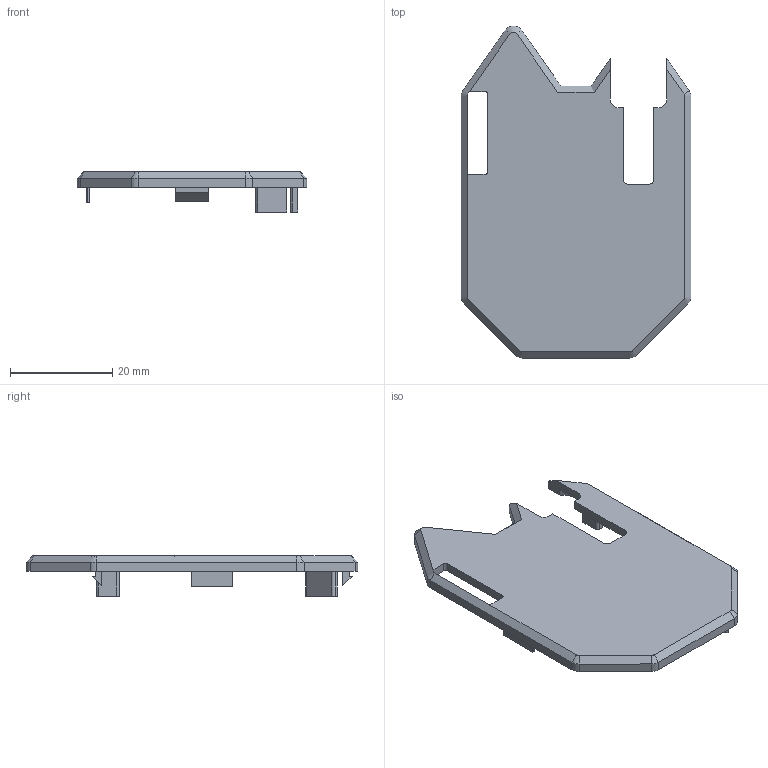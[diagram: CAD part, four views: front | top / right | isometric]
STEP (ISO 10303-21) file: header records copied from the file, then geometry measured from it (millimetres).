
FILE_DESCRIPTION(('FreeCAD Model'),'2;1');
FILE_NAME('Open CASCADE Shape Model','2024-08-04T23:14:14',(''),(''), 'Open CASCADE STEP processor 7.6','FreeCAD','Unknown');
FILE_SCHEMA(('AUTOMOTIVE_DESIGN { 1 0 10303 214 1 1 1 1 }'));
Length unit declared in the file: millimetre
Products named in the file (1): Pocket026
Bounding box: 45 x 64.99 x 7.85 mm (x, y, z)
Volume: 4273.2 mm3; surface area: 5538.8 mm2
Topology: 1 solids, 1 shells, 116 faces, 318 edges, 202 vertices
Faces by surface type: plane 77, cylinder 30, cone 9
Entity records: 3662 total; most frequent: ORIENTED_EDGE 638, CARTESIAN_POINT 637, DIRECTION 620, EDGE_CURVE 318, LINE 250, VECTOR 250, VERTEX_POINT 202, AXIS2_PLACEMENT_3D 185
